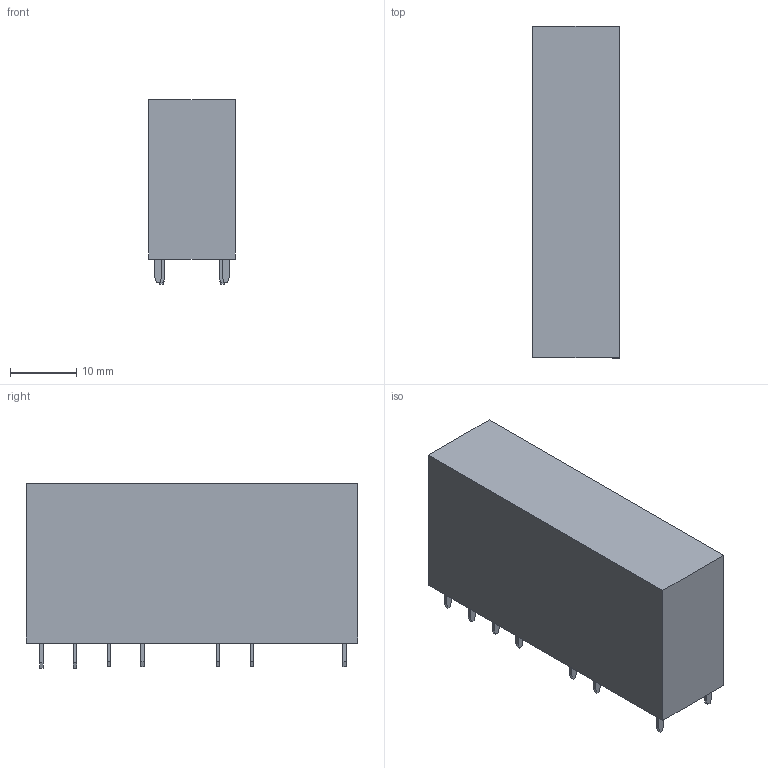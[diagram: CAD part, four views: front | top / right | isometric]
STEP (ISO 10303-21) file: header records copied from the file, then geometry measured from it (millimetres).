
FILE_DESCRIPTION(('CATIA V5 STEP Exchange','CAx-IF Rec.Pracs.--- Model Styling and Organization---1.4--- 2014-01-23'),'2;1');
FILE_NAME ('D1472979_0', '2021-02-04T12:29:21+00:00', ('none'), ('Weidmueller'), 'CATIA Version 5-6 Release 2016 SP3 HF44', 'CATIA V5 STEP AP214', 'none');
FILE_SCHEMA(('AUTOMOTIVE_DESIGN { 1 0 10303 214 1 1 1 1 }'));
Length unit declared in the file: millimetre
Products named in the file (1): S3D_FSR0425024_FSR0335024_FG 
Bounding box: 13 x 50 x 27.8 mm (x, y, z)
Volume: 15624.2 mm3; surface area: 4483 mm2
Topology: 15 solids, 15 shells, 118 faces, 264 edges, 176 vertices
Faces by surface type: plane 118
Entity records: 3347 total; most frequent: CARTESIAN_POINT 559, ORIENTED_EDGE 528, DIRECTION 500, VECTOR 264, EDGE_CURVE 264, LINE 264, VERTEX_POINT 176, AXIS2_PLACEMENT_3D 119
